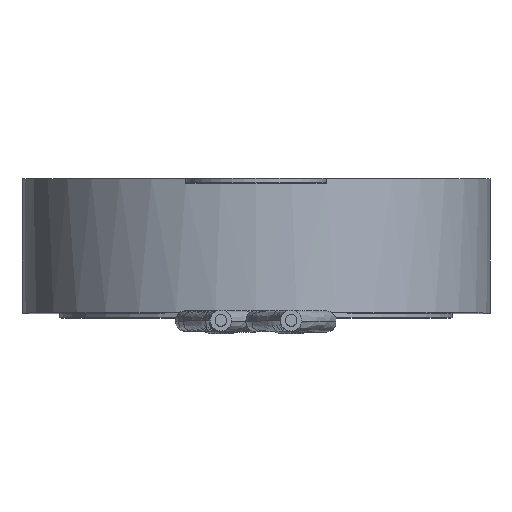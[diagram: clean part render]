
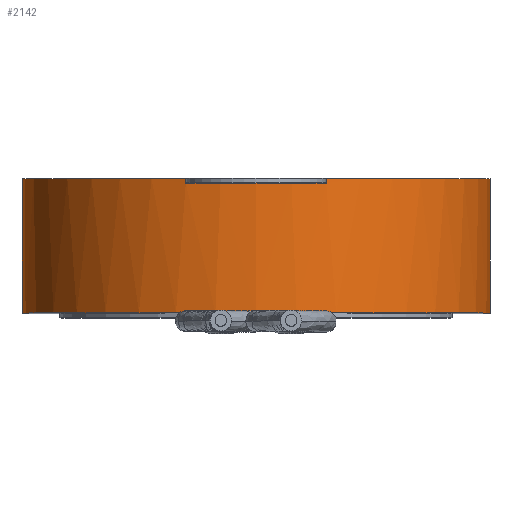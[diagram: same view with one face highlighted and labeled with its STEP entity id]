
A CAD part, top view. The second image highlights one B-rep face of the part: STEP entity #2142.
In plain terms, the highlighted cylindrical face has radius 5 mm (diameter 10 mm), a partial arc.
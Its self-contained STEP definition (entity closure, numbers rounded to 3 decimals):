
#12 = VERTEX_POINT ( 'NONE', #1865 ) ;
#36 = CARTESIAN_POINT ( 'NONE',  ( 1.5, 2.769, 7.27 ) ) ;
#68 = CARTESIAN_POINT ( 'NONE',  ( -1.5, 2.869, 7.27 ) ) ;
#69 = DIRECTION ( 'NONE',  ( 0., 0., 1. ) ) ;
#77 = CARTESIAN_POINT ( 'NONE',  ( 0., 0., 2.5 ) ) ;
#106 = DIRECTION ( 'NONE',  ( 0., 1., 0. ) ) ;
#114 = LINE ( 'NONE', #68, #1943 ) ;
#135 = VECTOR ( 'NONE', #1339, 1000. ) ;
#194 = LINE ( 'NONE', #1334, #135 ) ;
#200 = VECTOR ( 'NONE', #2162, 1000. ) ;
#206 = DIRECTION ( 'NONE',  ( 0., 1., 0. ) ) ;
#303 = AXIS2_PLACEMENT_3D ( 'NONE', #2273, #1609, #2105 ) ;
#326 = VERTEX_POINT ( 'NONE', #36 ) ;
#344 = ORIENTED_EDGE ( 'NONE', *, *, #1443, .F. ) ;
#381 = FACE_OUTER_BOUND ( 'NONE', #1539, .T. ) ;
#441 = DIRECTION ( 'NONE',  ( 0., 0., 1. ) ) ;
#477 = CIRCLE ( 'NONE', #769, 5. ) ;
#494 = DIRECTION ( 'NONE',  ( 0., -1., 0. ) ) ;
#504 = ORIENTED_EDGE ( 'NONE', *, *, #1422, .T. ) ;
#591 = VECTOR ( 'NONE', #815, 1000. ) ;
#738 = CARTESIAN_POINT ( 'NONE',  ( -1.5, 2.769, 7.27 ) ) ;
#769 = AXIS2_PLACEMENT_3D ( 'NONE', #2180, #206, #1897 ) ;
#801 = CIRCLE ( 'NONE', #970, 5. ) ;
#815 = DIRECTION ( 'NONE',  ( 0., -1., 0. ) ) ;
#830 = AXIS2_PLACEMENT_3D ( 'NONE', #2095, #106, #2249 ) ;
#868 = CYLINDRICAL_SURFACE ( 'NONE', #303, 5. ) ;
#914 = AXIS2_PLACEMENT_3D ( 'NONE', #2079, #1558, #441 ) ;
#970 = AXIS2_PLACEMENT_3D ( 'NONE', #77, #1905, #69 ) ;
#984 = CARTESIAN_POINT ( 'NONE',  ( 1.5, 2.869, 7.27 ) ) ;
#1162 = EDGE_CURVE ( 'NONE', #12, #2268, #801, .T. ) ;
#1186 = ORIENTED_EDGE ( 'NONE', *, *, #1454, .F. ) ;
#1237 = VERTEX_POINT ( 'NONE', #1313 ) ;
#1252 = EDGE_CURVE ( 'NONE', #2113, #326, #2058, .T. ) ;
#1253 = CARTESIAN_POINT ( 'NONE',  ( 1.5, 2.869, 7.27 ) ) ;
#1260 = VERTEX_POINT ( 'NONE', #738 ) ;
#1275 = EDGE_CURVE ( 'NONE', #2113, #1562, #1675, .T. ) ;
#1287 = VERTEX_POINT ( 'NONE', #2014 ) ;
#1313 = CARTESIAN_POINT ( 'NONE',  ( -1.5, 2.869, 7.27 ) ) ;
#1334 = CARTESIAN_POINT ( 'NONE',  ( 5., 2.769, 2.5 ) ) ;
#1339 = DIRECTION ( 'NONE',  ( 0., -1., 0. ) ) ;
#1376 = EDGE_CURVE ( 'NONE', #1287, #1237, #1769, .T. ) ;
#1422 = EDGE_CURVE ( 'NONE', #1287, #12, #1581, .T. ) ;
#1443 = EDGE_CURVE ( 'NONE', #1237, #1260, #114, .T. ) ;
#1454 = EDGE_CURVE ( 'NONE', #1260, #326, #477, .T. ) ;
#1517 = ORIENTED_EDGE ( 'NONE', *, *, #1162, .T. ) ;
#1521 = ORIENTED_EDGE ( 'NONE', *, *, #1275, .F. ) ;
#1539 = EDGE_LOOP ( 'NONE', ( #1517, #1708, #1521, #1898, #1186, #344, #2052, #504 ) ) ;
#1557 = EDGE_CURVE ( 'NONE', #1562, #2268, #194, .T. ) ;
#1558 = DIRECTION ( 'NONE',  ( 0., 1., 0. ) ) ;
#1562 = VERTEX_POINT ( 'NONE', #1777 ) ;
#1581 = LINE ( 'NONE', #1748, #591 ) ;
#1609 = DIRECTION ( 'NONE',  ( 0., -1., 0. ) ) ;
#1675 = CIRCLE ( 'NONE', #914, 5. ) ;
#1708 = ORIENTED_EDGE ( 'NONE', *, *, #1557, .F. ) ;
#1748 = CARTESIAN_POINT ( 'NONE',  ( -5., 2.769, 2.5 ) ) ;
#1769 = CIRCLE ( 'NONE', #830, 5. ) ;
#1777 = CARTESIAN_POINT ( 'NONE',  ( 5., 2.869, 2.5 ) ) ;
#1800 = CARTESIAN_POINT ( 'NONE',  ( 5., 0., 2.5 ) ) ;
#1865 = CARTESIAN_POINT ( 'NONE',  ( -5., 0., 2.5 ) ) ;
#1897 = DIRECTION ( 'NONE',  ( 0., 0., 1. ) ) ;
#1898 = ORIENTED_EDGE ( 'NONE', *, *, #1252, .T. ) ;
#1905 = DIRECTION ( 'NONE',  ( 0., 1., 0. ) ) ;
#1943 = VECTOR ( 'NONE', #494, 1000. ) ;
#2014 = CARTESIAN_POINT ( 'NONE',  ( -5., 2.869, 2.5 ) ) ;
#2052 = ORIENTED_EDGE ( 'NONE', *, *, #1376, .F. ) ;
#2058 = LINE ( 'NONE', #984, #200 ) ;
#2079 = CARTESIAN_POINT ( 'NONE',  ( 0., 2.869, 2.5 ) ) ;
#2095 = CARTESIAN_POINT ( 'NONE',  ( 0., 2.869, 2.5 ) ) ;
#2105 = DIRECTION ( 'NONE',  ( 0., 0., -1. ) ) ;
#2113 = VERTEX_POINT ( 'NONE', #1253 ) ;
#2142 = ADVANCED_FACE ( 'NONE', ( #381 ), #868, .T. ) ;
#2162 = DIRECTION ( 'NONE',  ( 0., -1., 0. ) ) ;
#2180 = CARTESIAN_POINT ( 'NONE',  ( 0., 2.769, 2.5 ) ) ;
#2249 = DIRECTION ( 'NONE',  ( 0., 0., 1. ) ) ;
#2268 = VERTEX_POINT ( 'NONE', #1800 ) ;
#2273 = CARTESIAN_POINT ( 'NONE',  ( 0., 2.769, 2.5 ) ) ;
